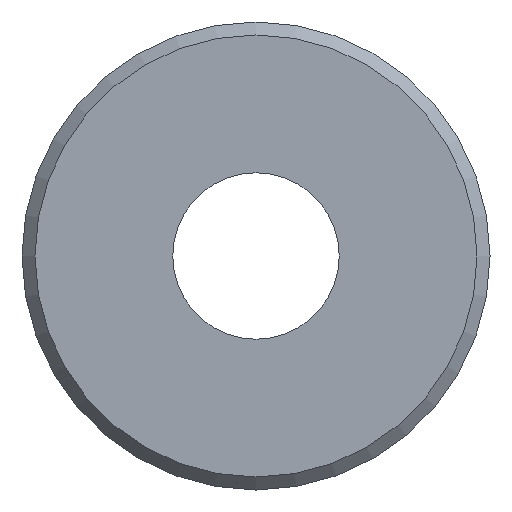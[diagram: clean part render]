
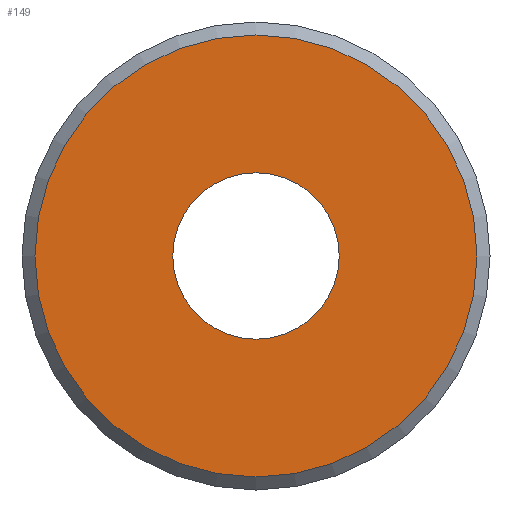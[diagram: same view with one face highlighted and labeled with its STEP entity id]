
A CAD part, front view. The second image highlights one B-rep face of the part: STEP entity #149.
In plain terms, the highlighted planar face has unit normal (0, -1, 0).
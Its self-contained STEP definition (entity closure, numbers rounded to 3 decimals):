
#23=FACE_BOUND('',#44,.T.);
#25=PLANE('',#177);
#33=FACE_OUTER_BOUND('',#43,.T.);
#43=EDGE_LOOP('',(#115));
#44=EDGE_LOOP('',(#116));
#70=CIRCLE('',#174,4.25);
#72=CIRCLE('',#178,1.6);
#80=VERTEX_POINT('',#255);
#82=VERTEX_POINT('',#263);
#91=EDGE_CURVE('',#80,#80,#70,.T.);
#94=EDGE_CURVE('',#82,#82,#72,.T.);
#115=ORIENTED_EDGE('',*,*,#91,.F.);
#116=ORIENTED_EDGE('',*,*,#94,.F.);
#149=ADVANCED_FACE('',(#33,#23),#25,.F.);
#174=AXIS2_PLACEMENT_3D('',#257,#203,#204);
#177=AXIS2_PLACEMENT_3D('',#262,#210,#211);
#178=AXIS2_PLACEMENT_3D('',#264,#212,#213);
#203=DIRECTION('center_axis',(0.,1.,0.));
#204=DIRECTION('ref_axis',(1.,0.,0.));
#210=DIRECTION('center_axis',(0.,1.,0.));
#211=DIRECTION('ref_axis',(1.,0.,0.));
#212=DIRECTION('center_axis',(0.,-1.,0.));
#213=DIRECTION('ref_axis',(1.,0.,0.));
#255=CARTESIAN_POINT('',(-4.25,0.,0.));
#257=CARTESIAN_POINT('Origin',(0.,0.,0.));
#262=CARTESIAN_POINT('Origin',(0.,0.,0.));
#263=CARTESIAN_POINT('',(-1.6,0.,0.));
#264=CARTESIAN_POINT('Origin',(0.,0.,0.));
